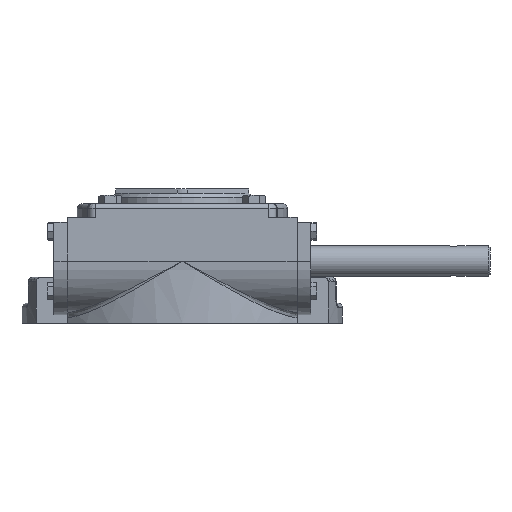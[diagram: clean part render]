
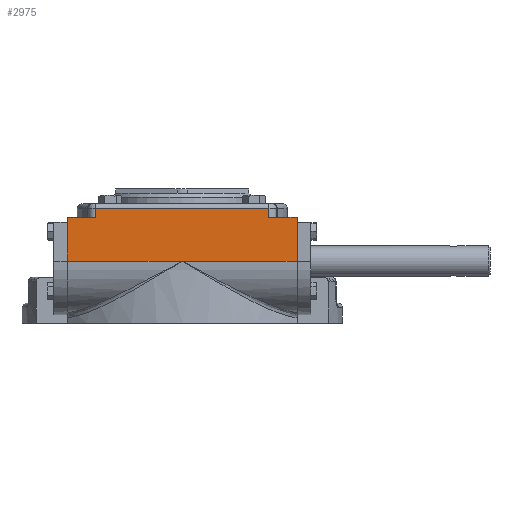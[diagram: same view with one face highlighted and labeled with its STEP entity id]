
A CAD part, front view. The second image highlights one B-rep face of the part: STEP entity #2975.
In plain terms, the highlighted planar face has unit normal (0, -1, 0).
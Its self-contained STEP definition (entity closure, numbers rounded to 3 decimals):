
#2975 = ADVANCED_FACE( '', ( #6502 ), #6503, .T. );
#6502 = FACE_OUTER_BOUND( '', #14739, .T. );
#6503 = PLANE( '', #14740 );
#14739 = EDGE_LOOP( '', ( #25190, #25191, #25192, #25193, #25194, #25195, #25196, #25197, #25198 ) );
#14740 = AXIS2_PLACEMENT_3D( '', #25199, #25200, #25201 );
#25190 = ORIENTED_EDGE( '', *, *, #31466, .T. );
#25191 = ORIENTED_EDGE( '', *, *, #30460, .F. );
#25192 = ORIENTED_EDGE( '', *, *, #31973, .T. );
#25193 = ORIENTED_EDGE( '', *, *, #29392, .T. );
#25194 = ORIENTED_EDGE( '', *, *, #32091, .T. );
#25195 = ORIENTED_EDGE( '', *, *, #31222, .T. );
#25196 = ORIENTED_EDGE( '', *, *, #31948, .T. );
#25197 = ORIENTED_EDGE( '', *, *, #32030, .T. );
#25198 = ORIENTED_EDGE( '', *, *, #31777, .T. );
#25199 = CARTESIAN_POINT( '', ( 56.5, -105., 80.9 ) );
#25200 = DIRECTION( '', ( 0., -1., 0. ) );
#25201 = DIRECTION( '', ( 0., 0., -1. ) );
#29392 = EDGE_CURVE( '', #34222, #34220, #34223, .T. );
#30460 = EDGE_CURVE( '', #35722, #35909, #35910, .T. );
#31222 = EDGE_CURVE( '', #37036, #37034, #37037, .T. );
#31466 = EDGE_CURVE( '', #37368, #35909, #37369, .F. );
#31777 = EDGE_CURVE( '', #37755, #37368, #37759, .F. );
#31948 = EDGE_CURVE( '', #37034, #34160, #37964, .T. );
#31973 = EDGE_CURVE( '', #35722, #34222, #37994, .T. );
#32030 = EDGE_CURVE( '', #34160, #37755, #38059, .T. );
#32091 = EDGE_CURVE( '', #34220, #37036, #38129, .F. );
#34160 = VERTEX_POINT( '', #42264 );
#34220 = VERTEX_POINT( '', #42524 );
#34222 = VERTEX_POINT( '', #42526 );
#34223 = LINE( '', #42527, #42528 );
#35722 = VERTEX_POINT( '', #45935 );
#35909 = VERTEX_POINT( '', #46318 );
#35910 = LINE( '', #46319, #46320 );
#37034 = VERTEX_POINT( '', #48968 );
#37036 = VERTEX_POINT( '', #48970 );
#37037 = LINE( '', #48971, #48972 );
#37368 = VERTEX_POINT( '', #49954 );
#37369 = LINE( '', #49955, #49956 );
#37755 = VERTEX_POINT( '', #51052 );
#37759 = LINE( '', #51103, #51104 );
#37964 = LINE( '', #51713, #51714 );
#37994 = LINE( '', #51755, #51756 );
#38059 = LINE( '', #51917, #51918 );
#38129 = LINE( '', #52320, #52321 );
#42264 = CARTESIAN_POINT( '', ( 0., -105., 43.5 ) );
#42524 = CARTESIAN_POINT( '', ( -56.5, -105., 72. ) );
#42526 = CARTESIAN_POINT( '', ( -56.5, -105., 77.9 ) );
#42527 = CARTESIAN_POINT( '', ( -56.5, -105., 80.9 ) );
#42528 = VECTOR( '', #54812, 1000. );
#45935 = CARTESIAN_POINT( '', ( 56.5, -105., 77.9 ) );
#46318 = CARTESIAN_POINT( '', ( 56.5, -105., 72. ) );
#46319 = CARTESIAN_POINT( '', ( 56.5, -105., 80.9 ) );
#46320 = VECTOR( '', #55998, 1000. );
#48968 = CARTESIAN_POINT( '', ( -75., -105., 43.5 ) );
#48970 = CARTESIAN_POINT( '', ( -75., -105., 72. ) );
#48971 = CARTESIAN_POINT( '', ( -75., -105., 75. ) );
#48972 = VECTOR( '', #56689, 1000. );
#49954 = CARTESIAN_POINT( '', ( 75., -105., 72. ) );
#49955 = CARTESIAN_POINT( '', ( -78., -105., 72. ) );
#49956 = VECTOR( '', #56923, 1000. );
#51052 = CARTESIAN_POINT( '', ( 75., -105., 43.5 ) );
#51103 = CARTESIAN_POINT( '', ( 75., -105., 75. ) );
#51104 = VECTOR( '', #57185, 1000. );
#51713 = CARTESIAN_POINT( '', ( -101.905, -105., 43.5 ) );
#51714 = VECTOR( '', #57356, 1000. );
#51755 = CARTESIAN_POINT( '', ( -56.5, -105., 77.9 ) );
#51756 = VECTOR( '', #57385, 1000. );
#51917 = CARTESIAN_POINT( '', ( -101.905, -105., 43.5 ) );
#51918 = VECTOR( '', #57438, 1000. );
#52320 = CARTESIAN_POINT( '', ( -78., -105., 72. ) );
#52321 = VECTOR( '', #57476, 1000. );
#54812 = DIRECTION( '', ( 0., 0., -1. ) );
#55998 = DIRECTION( '', ( 0., 0., -1. ) );
#56689 = DIRECTION( '', ( 0., 0., -1. ) );
#56923 = DIRECTION( '', ( 1., 0., 0. ) );
#57185 = DIRECTION( '', ( 0., 0., -1. ) );
#57356 = DIRECTION( '', ( 1., 0., 0. ) );
#57385 = DIRECTION( '', ( -1., 0., 0. ) );
#57438 = DIRECTION( '', ( 1., 0., 0. ) );
#57476 = DIRECTION( '', ( 1., 0., 0. ) );
